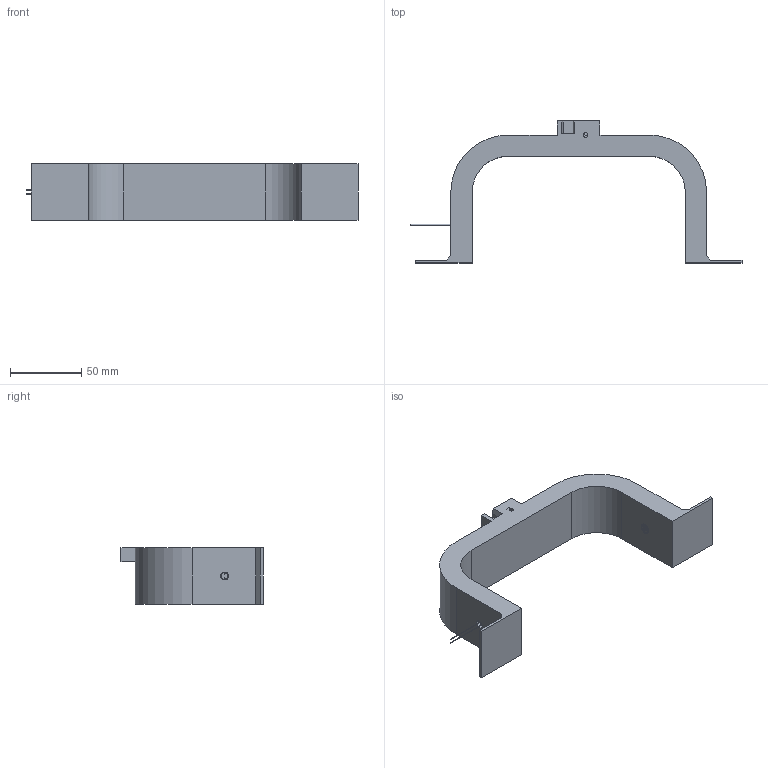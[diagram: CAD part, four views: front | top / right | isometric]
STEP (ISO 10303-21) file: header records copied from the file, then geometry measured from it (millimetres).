
FILE_DESCRIPTION(/* description */ (''),/* implementation_level */ '2;1');
FILE_NAME(/* name */ 'LapTimer v9.step',/* time_stamp */ '2023-07-21T15:35:57+02:00',/* author */ (''),/* organization */ (''),/* preprocessor_version */ 'ST-DEVELOPER v19.2',/* originating_system */ 'Autodesk Translation Framework v12.6.0.85',/* authorisation */ '');
FILE_SCHEMA (('AUTOMOTIVE_DESIGN { 1 0 10303 214 3 1 1 }'));
Length unit declared in the file: millimetre
Products named in the file (3): LapTimer; GL5549 Photoresistor v2; laser
Assembly tree (2 placements, depth 2):
  LapTimer
    GL5549 Photoresistor v2
    laser
Bounding box: 233.8 x 100 x 40 mm (x, y, z)
Volume: 186941.5 mm3; surface area: 40676.4 mm2
Topology: 7 solids, 7 shells, 161 faces, 416 edges, 275 vertices
Faces by surface type: plane 100, cylinder 58, torus 2, cone 1
Full cylindrical faces by diameter (mm): 0.5 x6, 3 x2, 5 x1, 5.5 x1, 5.6 x1, 6 x2, 7 x1, 7.6 x2
Entity records: 5184 total; most frequent: CARTESIAN_POINT 953, DIRECTION 865, ORIENTED_EDGE 832, EDGE_CURVE 416, LINE 291, VECTOR 291, AXIS2_PLACEMENT_3D 287, VERTEX_POINT 275
